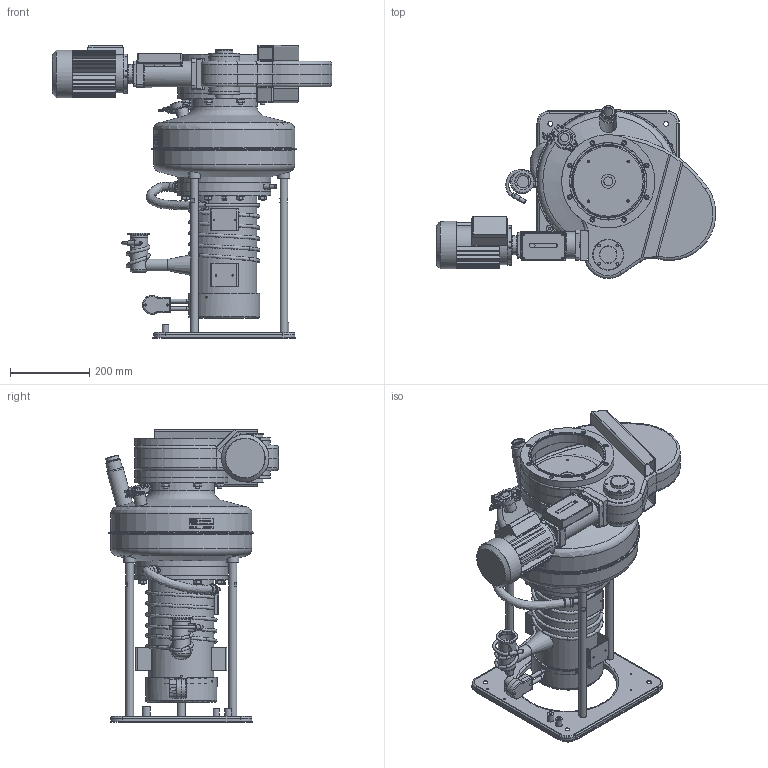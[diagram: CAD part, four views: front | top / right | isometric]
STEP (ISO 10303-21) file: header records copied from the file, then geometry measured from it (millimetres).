
FILE_DESCRIPTION(('STEP AP242'), '1');
FILE_NAME('擢騷-160', '', ('UNSPECIFIED'), ('UNSPECIFIED'), 'C3D Converter', 'C3D Toolkit', '');
FILE_SCHEMA(('AP242_MANAGED_MODEL_BASED_3D_ENGINEERING_MIM_LF { 1 0 10303 442 1 1 4 }'));
Length unit declared in the file: millimetre
Products named in the file (15): 2057 301162 6004 01 8; 2057 506124 1006 01 4; 2057 403151 1030 08 0; 2057 403151 1030 06 4; 2057 401613 0111 01 5
Assembly tree (65 placements, depth 3):
  (unnamed)
    2057 301162 6004 01 8
      2057 506124 1006 01 4
      2057 403151 1030 08 0
      2057 403151 1030 06 4  x2
      2057 401613 0111 01 5  x3
      (unnamed)  x3
      (unnamed)  x3
    (unnamed)
    (unnamed)  x8
    (unnamed)
    (unnamed)  x16
    (unnamed)  x16
    (unnamed)
    (unnamed)  x8
Bounding box: 704.15 x 436.02 x 739.55 mm (x, y, z)
Volume: 708833.9 mm3; surface area: 2339017.2 mm2
Topology: 67 solids, 156 shells, 1628 faces, 5778 edges, 4349 vertices
Faces by surface type: plane 652, cylinder 547, cone 236, torus 107, bspline 67, sphere 19
Full cylindrical faces by diameter (mm): 1.567 x2, 2.459 x4, 3.4 x8, 3.5 x3, 3.6 x4, 4.5 x2, 4.917 x2, 4.918 x1, 5 x1, 6 x5, 6.4 x2, 6.5 x3, 6.6 x2, 6.647 x1, 7 x16, 8 x4, 8.3 x1, 8.376 x40, 9 x3, 9.4 x6, 10 x20, 10.106 x6, 10.5 x2, 11 x16, 12 x40, 12.2 x2, 13 x4, 16 x2, 20 x20, 22.2 x1
Entity records: 88854 total; most frequent: CARTESIAN_POINT 41626, ORIENTED_EDGE 6670, DIRECTION 6600, EDGE_CURVE 4526, VERTEX_POINT 3828, AXIS2_PLACEMENT_3D 2715, EDGE_LOOP 1953, B_SPLINE_CURVE_WITH_KNOTS 1786
